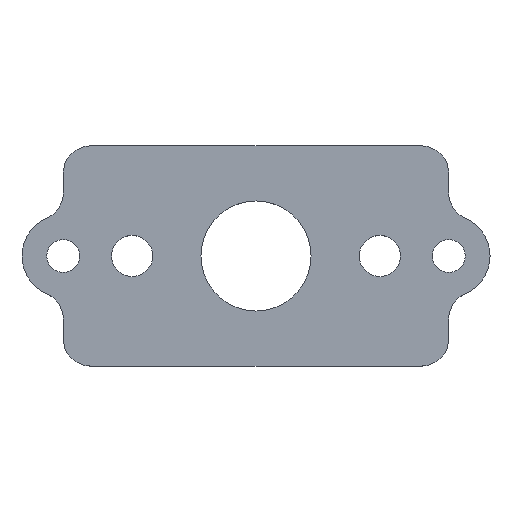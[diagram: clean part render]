
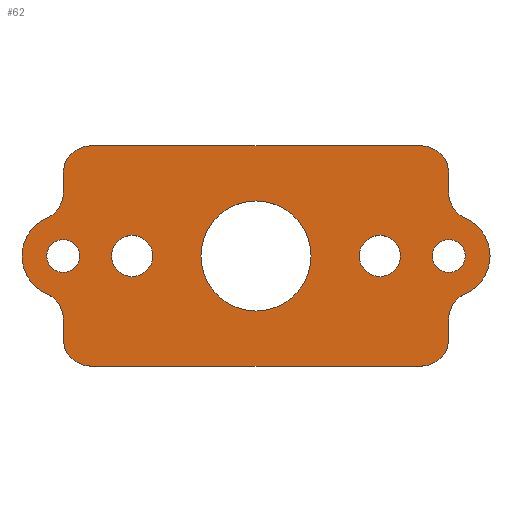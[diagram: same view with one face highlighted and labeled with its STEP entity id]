
A CAD part, top view. The second image highlights one B-rep face of the part: STEP entity #62.
In plain terms, the highlighted planar face has unit normal (0, 0, 1).
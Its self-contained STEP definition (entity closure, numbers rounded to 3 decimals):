
#62=ADVANCED_FACE('',(#277,#279,#281,#283,#285,#287),#289,.T.);
#277=FACE_BOUND('',#278,.T.);
#278=EDGE_LOOP('',(#472,#473,#474,#475,#476,#477,#478,#479,#480,#481,#482,#483,#484,
#485,#486,#487));
#279=FACE_BOUND('',#280,.T.);
#280=EDGE_LOOP('',(#488));
#281=FACE_BOUND('',#282,.T.);
#282=EDGE_LOOP('',(#489));
#283=FACE_BOUND('',#284,.T.);
#284=EDGE_LOOP('',(#490));
#285=FACE_BOUND('',#286,.T.);
#286=EDGE_LOOP('',(#491));
#287=FACE_BOUND('',#288,.T.);
#288=EDGE_LOOP('',(#492));
#289=PLANE('',#290);
#290=AXIS2_PLACEMENT_3D('',#291,#292,#293);
#291=CARTESIAN_POINT('',(0.,0.,1.));
#292=DIRECTION('',(0.,0.,1.));
#293=DIRECTION('',(1.,0.,0.));
#472=ORIENTED_EDGE('',*,*,#588,.T.);
#473=ORIENTED_EDGE('',*,*,#589,.T.);
#474=ORIENTED_EDGE('',*,*,#590,.T.);
#475=ORIENTED_EDGE('',*,*,#591,.T.);
#476=ORIENTED_EDGE('',*,*,#592,.T.);
#477=ORIENTED_EDGE('',*,*,#593,.T.);
#478=ORIENTED_EDGE('',*,*,#594,.T.);
#479=ORIENTED_EDGE('',*,*,#595,.T.);
#480=ORIENTED_EDGE('',*,*,#596,.T.);
#481=ORIENTED_EDGE('',*,*,#597,.T.);
#482=ORIENTED_EDGE('',*,*,#598,.T.);
#483=ORIENTED_EDGE('',*,*,#599,.T.);
#484=ORIENTED_EDGE('',*,*,#600,.T.);
#485=ORIENTED_EDGE('',*,*,#601,.T.);
#486=ORIENTED_EDGE('',*,*,#602,.T.);
#487=ORIENTED_EDGE('',*,*,#603,.T.);
#488=ORIENTED_EDGE('',*,*,#604,.T.);
#489=ORIENTED_EDGE('',*,*,#605,.T.);
#490=ORIENTED_EDGE('',*,*,#606,.T.);
#491=ORIENTED_EDGE('',*,*,#607,.T.);
#492=ORIENTED_EDGE('',*,*,#608,.T.);
#588=EDGE_CURVE('',#667,#668,#669,.T.);
#589=EDGE_CURVE('',#668,#670,#671,.T.);
#590=EDGE_CURVE('',#670,#672,#673,.T.);
#591=EDGE_CURVE('',#672,#674,#675,.T.);
#592=EDGE_CURVE('',#674,#676,#677,.T.);
#593=EDGE_CURVE('',#676,#678,#679,.T.);
#594=EDGE_CURVE('',#678,#680,#681,.T.);
#595=EDGE_CURVE('',#680,#682,#683,.T.);
#596=EDGE_CURVE('',#682,#684,#685,.T.);
#597=EDGE_CURVE('',#684,#686,#687,.T.);
#598=EDGE_CURVE('',#686,#688,#689,.T.);
#599=EDGE_CURVE('',#688,#690,#691,.T.);
#600=EDGE_CURVE('',#690,#692,#693,.T.);
#601=EDGE_CURVE('',#692,#694,#695,.T.);
#602=EDGE_CURVE('',#694,#696,#697,.T.);
#603=EDGE_CURVE('',#696,#667,#698,.T.);
#604=EDGE_CURVE('',#699,#699,#700,.F.);
#605=EDGE_CURVE('',#701,#701,#702,.F.);
#606=EDGE_CURVE('',#703,#703,#704,.F.);
#607=EDGE_CURVE('',#705,#705,#706,.F.);
#608=EDGE_CURVE('',#707,#707,#708,.F.);
#667=VERTEX_POINT('',#824);
#668=VERTEX_POINT('',#825);
#669=LINE('',#826,#827);
#670=VERTEX_POINT('',#829);
#671=CIRCLE('',#830,1.);
#672=VERTEX_POINT('',#834);
#673=CIRCLE('',#835,1.5);
#674=VERTEX_POINT('',#839);
#675=CIRCLE('',#840,1.);
#676=VERTEX_POINT('',#844);
#677=LINE('',#845,#846);
#678=VERTEX_POINT('',#848);
#679=CIRCLE('',#849,1.);
#680=VERTEX_POINT('',#853);
#681=LINE('',#854,#855);
#682=VERTEX_POINT('',#857);
#683=CIRCLE('',#858,1.);
#684=VERTEX_POINT('',#862);
#685=LINE('',#863,#864);
#686=VERTEX_POINT('',#866);
#687=CIRCLE('',#867,1.);
#688=VERTEX_POINT('',#871);
#689=CIRCLE('',#872,1.5);
#690=VERTEX_POINT('',#876);
#691=CIRCLE('',#877,1.);
#692=VERTEX_POINT('',#881);
#693=LINE('',#882,#883);
#694=VERTEX_POINT('',#885);
#695=CIRCLE('',#886,1.);
#696=VERTEX_POINT('',#890);
#697=LINE('',#891,#892);
#698=CIRCLE('',#894,1.);
#699=VERTEX_POINT('',#898);
#700=CIRCLE('',#899,2.);
#701=VERTEX_POINT('',#903);
#702=CIRCLE('',#904,0.75);
#703=VERTEX_POINT('',#908);
#704=CIRCLE('',#909,0.75);
#705=VERTEX_POINT('',#913);
#706=CIRCLE('',#914,0.6);
#707=VERTEX_POINT('',#918);
#708=CIRCLE('',#919,0.6);
#824=CARTESIAN_POINT('',(7.,-3.,1.));
#825=CARTESIAN_POINT('',(7.,-2.291,1.));
#826=CARTESIAN_POINT('',(7.,-3.,1.));
#827=VECTOR('',#828,1.);
#828=DIRECTION('',(0.,1.,0.));
#829=CARTESIAN_POINT('',(7.6,-1.375,1.));
#830=AXIS2_PLACEMENT_3D('',#831,#832,#833);
#831=CARTESIAN_POINT('',(8.,-2.291,1.));
#832=DIRECTION('',(0.,0.,-1.));
#833=DIRECTION('',(-1.,0.,0.));
#834=CARTESIAN_POINT('',(7.6,1.375,1.));
#835=AXIS2_PLACEMENT_3D('',#836,#837,#838);
#836=CARTESIAN_POINT('',(7.,0.,1.));
#837=DIRECTION('',(0.,0.,1.));
#838=DIRECTION('',(0.4,-0.917,0.));
#839=CARTESIAN_POINT('',(7.,2.291,1.));
#840=AXIS2_PLACEMENT_3D('',#841,#842,#843);
#841=CARTESIAN_POINT('',(8.,2.291,1.));
#842=DIRECTION('',(0.,0.,-1.));
#843=DIRECTION('',(-0.4,-0.917,0.));
#844=CARTESIAN_POINT('',(7.,3.,1.));
#845=CARTESIAN_POINT('',(7.,2.291,1.));
#846=VECTOR('',#847,1.);
#847=DIRECTION('',(0.,1.,0.));
#848=CARTESIAN_POINT('',(6.,4.,1.));
#849=AXIS2_PLACEMENT_3D('',#850,#851,#852);
#850=CARTESIAN_POINT('',(6.,3.,1.));
#851=DIRECTION('',(0.,0.,1.));
#852=DIRECTION('',(1.,0.,0.));
#853=CARTESIAN_POINT('',(-6.,4.,1.));
#854=CARTESIAN_POINT('',(6.,4.,1.));
#855=VECTOR('',#856,1.);
#856=DIRECTION('',(-1.,0.,0.));
#857=CARTESIAN_POINT('',(-7.,3.,1.));
#858=AXIS2_PLACEMENT_3D('',#859,#860,#861);
#859=CARTESIAN_POINT('',(-6.,3.,1.));
#860=DIRECTION('',(0.,0.,1.));
#861=DIRECTION('',(0.,1.,0.));
#862=CARTESIAN_POINT('',(-7.,2.291,1.));
#863=CARTESIAN_POINT('',(-7.,3.,1.));
#864=VECTOR('',#865,1.);
#865=DIRECTION('',(0.,-1.,0.));
#866=CARTESIAN_POINT('',(-7.6,1.375,1.));
#867=AXIS2_PLACEMENT_3D('',#868,#869,#870);
#868=CARTESIAN_POINT('',(-8.,2.291,1.));
#869=DIRECTION('',(0.,0.,-1.));
#870=DIRECTION('',(1.,0.,0.));
#871=CARTESIAN_POINT('',(-7.6,-1.375,1.));
#872=AXIS2_PLACEMENT_3D('',#873,#874,#875);
#873=CARTESIAN_POINT('',(-7.,0.,1.));
#874=DIRECTION('',(0.,0.,1.));
#875=DIRECTION('',(-0.4,0.917,0.));
#876=CARTESIAN_POINT('',(-7.,-2.291,1.));
#877=AXIS2_PLACEMENT_3D('',#878,#879,#880);
#878=CARTESIAN_POINT('',(-8.,-2.291,1.));
#879=DIRECTION('',(0.,0.,-1.));
#880=DIRECTION('',(0.4,0.917,0.));
#881=CARTESIAN_POINT('',(-7.,-3.,1.));
#882=CARTESIAN_POINT('',(-7.,-2.291,1.));
#883=VECTOR('',#884,1.);
#884=DIRECTION('',(0.,-1.,0.));
#885=CARTESIAN_POINT('',(-6.,-4.,1.));
#886=AXIS2_PLACEMENT_3D('',#887,#888,#889);
#887=CARTESIAN_POINT('',(-6.,-3.,1.));
#888=DIRECTION('',(0.,0.,1.));
#889=DIRECTION('',(-1.,0.,0.));
#890=CARTESIAN_POINT('',(6.,-4.,1.));
#891=CARTESIAN_POINT('',(-6.,-4.,1.));
#892=VECTOR('',#893,1.);
#893=DIRECTION('',(1.,0.,0.));
#894=AXIS2_PLACEMENT_3D('',#895,#896,#897);
#895=CARTESIAN_POINT('',(6.,-3.,1.));
#896=DIRECTION('',(0.,0.,1.));
#897=DIRECTION('',(0.,-1.,0.));
#898=CARTESIAN_POINT('',(2.,0.,1.));
#899=AXIS2_PLACEMENT_3D('',#900,#901,#902);
#900=CARTESIAN_POINT('',(0.,0.,1.));
#901=DIRECTION('',(0.,0.,1.));
#902=DIRECTION('',(1.,0.,0.));
#903=CARTESIAN_POINT('',(-3.75,0.,1.));
#904=AXIS2_PLACEMENT_3D('',#905,#906,#907);
#905=CARTESIAN_POINT('',(-4.5,0.,1.));
#906=DIRECTION('',(0.,0.,1.));
#907=DIRECTION('',(1.,0.,0.));
#908=CARTESIAN_POINT('',(5.25,0.,1.));
#909=AXIS2_PLACEMENT_3D('',#910,#911,#912);
#910=CARTESIAN_POINT('',(4.5,0.,1.));
#911=DIRECTION('',(0.,0.,1.));
#912=DIRECTION('',(1.,0.,0.));
#913=CARTESIAN_POINT('',(7.6,0.,1.));
#914=AXIS2_PLACEMENT_3D('',#915,#916,#917);
#915=CARTESIAN_POINT('',(7.,0.,1.));
#916=DIRECTION('',(0.,0.,1.));
#917=DIRECTION('',(1.,0.,0.));
#918=CARTESIAN_POINT('',(-6.4,0.,1.));
#919=AXIS2_PLACEMENT_3D('',#920,#921,#922);
#920=CARTESIAN_POINT('',(-7.,0.,1.));
#921=DIRECTION('',(0.,0.,1.));
#922=DIRECTION('',(1.,0.,0.));
